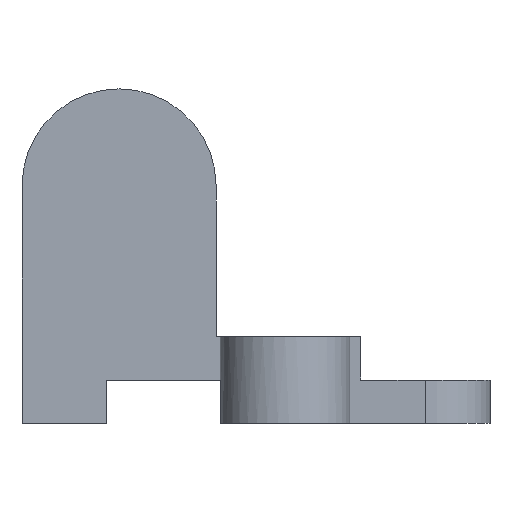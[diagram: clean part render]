
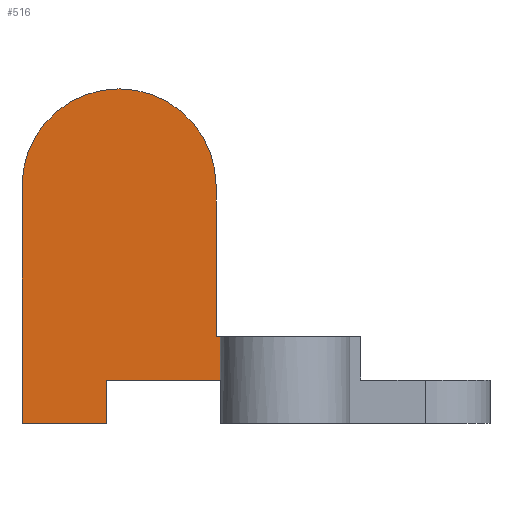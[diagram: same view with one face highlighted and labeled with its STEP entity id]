
A CAD part, left-side view. The second image highlights one B-rep face of the part: STEP entity #516.
In plain terms, the highlighted planar face has unit normal (-1, 0, 0).
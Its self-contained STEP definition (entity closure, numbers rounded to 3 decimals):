
#32 = PLANE('',#33);
#33 = AXIS2_PLACEMENT_3D('',#34,#35,#36);
#34 = CARTESIAN_POINT('',(-7.8,29.2,0.));
#35 = DIRECTION('',(0.,-1.,0.));
#36 = DIRECTION('',(-1.,0.,0.));
#57 = VERTEX_POINT('',#58);
#58 = CARTESIAN_POINT('',(-13.8,29.2,11.));
#72 = CYLINDRICAL_SURFACE('',#73,4.5);
#73 = AXIS2_PLACEMENT_3D('',#74,#75,#76);
#74 = CARTESIAN_POINT('',(-13.8,24.7,11.));
#75 = DIRECTION('',(-1.,-0.,0.));
#76 = DIRECTION('',(0.,1.,0.));
#84 = EDGE_CURVE('',#85,#57,#87,.T.);
#85 = VERTEX_POINT('',#86);
#86 = CARTESIAN_POINT('',(-13.8,29.2,0.));
#87 = SURFACE_CURVE('',#88,(#92,#99),.PCURVE_S1.);
#88 = LINE('',#89,#90);
#89 = CARTESIAN_POINT('',(-13.8,29.2,0.));
#90 = VECTOR('',#91,1.);
#91 = DIRECTION('',(0.,0.,1.));
#92 = PCURVE('',#32,#93);
#93 = DEFINITIONAL_REPRESENTATION('',(#94),#98);
#94 = LINE('',#95,#96);
#95 = CARTESIAN_POINT('',(6.,0.));
#96 = VECTOR('',#97,1.);
#97 = DIRECTION('',(0.,-1.));
#98 = ( GEOMETRIC_REPRESENTATION_CONTEXT(2) 
PARAMETRIC_REPRESENTATION_CONTEXT() REPRESENTATION_CONTEXT('2D SPACE',''
  ) );
#99 = PCURVE('',#100,#105);
#100 = PLANE('',#101);
#101 = AXIS2_PLACEMENT_3D('',#102,#103,#104);
#102 = CARTESIAN_POINT('',(-13.8,29.2,0.));
#103 = DIRECTION('',(1.,0.,-0.));
#104 = DIRECTION('',(0.,-1.,0.));
#105 = DEFINITIONAL_REPRESENTATION('',(#106),#110);
#106 = LINE('',#107,#108);
#107 = CARTESIAN_POINT('',(0.,0.));
#108 = VECTOR('',#109,1.);
#109 = DIRECTION('',(0.,-1.));
#110 = ( GEOMETRIC_REPRESENTATION_CONTEXT(2) 
PARAMETRIC_REPRESENTATION_CONTEXT() REPRESENTATION_CONTEXT('2D SPACE',''
  ) );
#126 = PLANE('',#127);
#127 = AXIS2_PLACEMENT_3D('',#128,#129,#130);
#128 = CARTESIAN_POINT('',(-11.269,18.901,0.));
#129 = DIRECTION('',(0.,0.,1.));
#130 = DIRECTION('',(1.,0.,-0.));
#208 = PLANE('',#209);
#209 = AXIS2_PLACEMENT_3D('',#210,#211,#212);
#210 = CARTESIAN_POINT('',(-4.95,25.26,0.));
#211 = DIRECTION('',(0.,-1.,0.));
#212 = DIRECTION('',(-1.,0.,0.));
#234 = PLANE('',#235);
#235 = AXIS2_PLACEMENT_3D('',#236,#237,#238);
#236 = CARTESIAN_POINT('',(-9.6,22.4,2.));
#237 = DIRECTION('',(0.,0.,1.));
#238 = DIRECTION('',(1.,0.,0.));
#399 = PLANE('',#400);
#400 = AXIS2_PLACEMENT_3D('',#401,#402,#403);
#401 = CARTESIAN_POINT('',(-11.269,18.901,4.));
#402 = DIRECTION('',(0.,0.,1.));
#403 = DIRECTION('',(1.,0.,-0.));
#425 = PLANE('',#426);
#426 = AXIS2_PLACEMENT_3D('',#427,#428,#429);
#427 = CARTESIAN_POINT('',(-13.8,20.2,11.));
#428 = DIRECTION('',(0.,1.,0.));
#429 = DIRECTION('',(0.,0.,-1.));
#472 = VERTEX_POINT('',#473);
#473 = CARTESIAN_POINT('',(-13.8,20.2,11.));
#494 = EDGE_CURVE('',#57,#472,#495,.T.);
#495 = SURFACE_CURVE('',#496,(#501,#507),.PCURVE_S1.);
#496 = CIRCLE('',#497,4.5);
#497 = AXIS2_PLACEMENT_3D('',#498,#499,#500);
#498 = CARTESIAN_POINT('',(-13.8,24.7,11.));
#499 = DIRECTION('',(1.,0.,0.));
#500 = DIRECTION('',(0.,1.,0.));
#501 = PCURVE('',#72,#502);
#502 = DEFINITIONAL_REPRESENTATION('',(#503),#506);
#503 = B_SPLINE_CURVE_WITH_KNOTS('',1,(#504,#505),.UNSPECIFIED.,.F.,.F.,
  (2,2),(0.,3.142),.PIECEWISE_BEZIER_KNOTS.);
#504 = CARTESIAN_POINT('',(0.,0.));
#505 = CARTESIAN_POINT('',(-3.142,0.));
#506 = ( GEOMETRIC_REPRESENTATION_CONTEXT(2) 
PARAMETRIC_REPRESENTATION_CONTEXT() REPRESENTATION_CONTEXT('2D SPACE',''
  ) );
#507 = PCURVE('',#100,#508);
#508 = DEFINITIONAL_REPRESENTATION('',(#509),#513);
#509 = CIRCLE('',#510,4.5);
#510 = AXIS2_PLACEMENT_2D('',#511,#512);
#511 = CARTESIAN_POINT('',(4.5,-11.));
#512 = DIRECTION('',(-1.,-0.));
#513 = ( GEOMETRIC_REPRESENTATION_CONTEXT(2) 
PARAMETRIC_REPRESENTATION_CONTEXT() REPRESENTATION_CONTEXT('2D SPACE',''
  ) );
#516 = ADVANCED_FACE('',(#517),#100,.F.);
#517 = FACE_BOUND('',#518,.F.);
#518 = EDGE_LOOP('',(#519,#520,#543,#566,#594,#615,#636,#657));
#519 = ORIENTED_EDGE('',*,*,#494,.T.);
#520 = ORIENTED_EDGE('',*,*,#521,.T.);
#521 = EDGE_CURVE('',#472,#522,#524,.T.);
#522 = VERTEX_POINT('',#523);
#523 = CARTESIAN_POINT('',(-13.8,20.2,4.));
#524 = SURFACE_CURVE('',#525,(#529,#536),.PCURVE_S1.);
#525 = LINE('',#526,#527);
#526 = CARTESIAN_POINT('',(-13.8,20.2,11.));
#527 = VECTOR('',#528,1.);
#528 = DIRECTION('',(0.,0.,-1.));
#529 = PCURVE('',#100,#530);
#530 = DEFINITIONAL_REPRESENTATION('',(#531),#535);
#531 = LINE('',#532,#533);
#532 = CARTESIAN_POINT('',(9.,-11.));
#533 = VECTOR('',#534,1.);
#534 = DIRECTION('',(0.,1.));
#535 = ( GEOMETRIC_REPRESENTATION_CONTEXT(2) 
PARAMETRIC_REPRESENTATION_CONTEXT() REPRESENTATION_CONTEXT('2D SPACE',''
  ) );
#536 = PCURVE('',#425,#537);
#537 = DEFINITIONAL_REPRESENTATION('',(#538),#542);
#538 = LINE('',#539,#540);
#539 = CARTESIAN_POINT('',(0.,0.));
#540 = VECTOR('',#541,1.);
#541 = DIRECTION('',(1.,0.));
#542 = ( GEOMETRIC_REPRESENTATION_CONTEXT(2) 
PARAMETRIC_REPRESENTATION_CONTEXT() REPRESENTATION_CONTEXT('2D SPACE',''
  ) );
#543 = ORIENTED_EDGE('',*,*,#544,.T.);
#544 = EDGE_CURVE('',#522,#545,#547,.T.);
#545 = VERTEX_POINT('',#546);
#546 = CARTESIAN_POINT('',(-13.8,20.,4.));
#547 = SURFACE_CURVE('',#548,(#552,#559),.PCURVE_S1.);
#548 = LINE('',#549,#550);
#549 = CARTESIAN_POINT('',(-13.8,29.2,4.));
#550 = VECTOR('',#551,1.);
#551 = DIRECTION('',(0.,-1.,0.));
#552 = PCURVE('',#100,#553);
#553 = DEFINITIONAL_REPRESENTATION('',(#554),#558);
#554 = LINE('',#555,#556);
#555 = CARTESIAN_POINT('',(0.,-4.));
#556 = VECTOR('',#557,1.);
#557 = DIRECTION('',(1.,0.));
#558 = ( GEOMETRIC_REPRESENTATION_CONTEXT(2) 
PARAMETRIC_REPRESENTATION_CONTEXT() REPRESENTATION_CONTEXT('2D SPACE',''
  ) );
#559 = PCURVE('',#399,#560);
#560 = DEFINITIONAL_REPRESENTATION('',(#561),#565);
#561 = LINE('',#562,#563);
#562 = CARTESIAN_POINT('',(-2.531,10.299));
#563 = VECTOR('',#564,1.);
#564 = DIRECTION('',(0.,-1.));
#565 = ( GEOMETRIC_REPRESENTATION_CONTEXT(2) 
PARAMETRIC_REPRESENTATION_CONTEXT() REPRESENTATION_CONTEXT('2D SPACE',''
  ) );
#566 = ORIENTED_EDGE('',*,*,#567,.F.);
#567 = EDGE_CURVE('',#568,#545,#570,.T.);
#568 = VERTEX_POINT('',#569);
#569 = CARTESIAN_POINT('',(-13.8,20.,2.));
#570 = SURFACE_CURVE('',#571,(#575,#582),.PCURVE_S1.);
#571 = LINE('',#572,#573);
#572 = CARTESIAN_POINT('',(-13.8,20.,0.));
#573 = VECTOR('',#574,1.);
#574 = DIRECTION('',(0.,0.,1.));
#575 = PCURVE('',#100,#576);
#576 = DEFINITIONAL_REPRESENTATION('',(#577),#581);
#577 = LINE('',#578,#579);
#578 = CARTESIAN_POINT('',(9.2,0.));
#579 = VECTOR('',#580,1.);
#580 = DIRECTION('',(0.,-1.));
#581 = ( GEOMETRIC_REPRESENTATION_CONTEXT(2) 
PARAMETRIC_REPRESENTATION_CONTEXT() REPRESENTATION_CONTEXT('2D SPACE',''
  ) );
#582 = PCURVE('',#583,#588);
#583 = PLANE('',#584);
#584 = AXIS2_PLACEMENT_3D('',#585,#586,#587);
#585 = CARTESIAN_POINT('',(-13.8,20.,0.));
#586 = DIRECTION('',(0.,-1.,0.));
#587 = DIRECTION('',(-1.,0.,0.));
#588 = DEFINITIONAL_REPRESENTATION('',(#589),#593);
#589 = LINE('',#590,#591);
#590 = CARTESIAN_POINT('',(0.,-0.));
#591 = VECTOR('',#592,1.);
#592 = DIRECTION('',(0.,-1.));
#593 = ( GEOMETRIC_REPRESENTATION_CONTEXT(2) 
PARAMETRIC_REPRESENTATION_CONTEXT() REPRESENTATION_CONTEXT('2D SPACE',''
  ) );
#594 = ORIENTED_EDGE('',*,*,#595,.F.);
#595 = EDGE_CURVE('',#596,#568,#598,.T.);
#596 = VERTEX_POINT('',#597);
#597 = CARTESIAN_POINT('',(-13.8,25.26,2.));
#598 = SURFACE_CURVE('',#599,(#603,#609),.PCURVE_S1.);
#599 = LINE('',#600,#601);
#600 = CARTESIAN_POINT('',(-13.8,25.8,2.));
#601 = VECTOR('',#602,1.);
#602 = DIRECTION('',(0.,-1.,0.));
#603 = PCURVE('',#100,#604);
#604 = DEFINITIONAL_REPRESENTATION('',(#605),#608);
#605 = B_SPLINE_CURVE_WITH_KNOTS('',1,(#606,#607),.UNSPECIFIED.,.F.,.F.,
  (2,2),(0.54,5.8),.PIECEWISE_BEZIER_KNOTS.);
#606 = CARTESIAN_POINT('',(3.94,-2.));
#607 = CARTESIAN_POINT('',(9.2,-2.));
#608 = ( GEOMETRIC_REPRESENTATION_CONTEXT(2) 
PARAMETRIC_REPRESENTATION_CONTEXT() REPRESENTATION_CONTEXT('2D SPACE',''
  ) );
#609 = PCURVE('',#234,#610);
#610 = DEFINITIONAL_REPRESENTATION('',(#611),#614);
#611 = B_SPLINE_CURVE_WITH_KNOTS('',1,(#612,#613),.UNSPECIFIED.,.F.,.F.,
  (2,2),(0.54,5.8),.PIECEWISE_BEZIER_KNOTS.);
#612 = CARTESIAN_POINT('',(-4.2,2.86));
#613 = CARTESIAN_POINT('',(-4.2,-2.4));
#614 = ( GEOMETRIC_REPRESENTATION_CONTEXT(2) 
PARAMETRIC_REPRESENTATION_CONTEXT() REPRESENTATION_CONTEXT('2D SPACE',''
  ) );
#615 = ORIENTED_EDGE('',*,*,#616,.T.);
#616 = EDGE_CURVE('',#596,#617,#619,.T.);
#617 = VERTEX_POINT('',#618);
#618 = CARTESIAN_POINT('',(-13.8,25.26,0.));
#619 = SURFACE_CURVE('',#620,(#624,#630),.PCURVE_S1.);
#620 = LINE('',#621,#622);
#621 = CARTESIAN_POINT('',(-13.8,25.26,0.));
#622 = VECTOR('',#623,1.);
#623 = DIRECTION('',(0.,-0.,-1.));
#624 = PCURVE('',#100,#625);
#625 = DEFINITIONAL_REPRESENTATION('',(#626),#629);
#626 = B_SPLINE_CURVE_WITH_KNOTS('',1,(#627,#628),.UNSPECIFIED.,.F.,.F.,
  (2,2),(-2.,0.),.PIECEWISE_BEZIER_KNOTS.);
#627 = CARTESIAN_POINT('',(3.94,-2.));
#628 = CARTESIAN_POINT('',(3.94,0.));
#629 = ( GEOMETRIC_REPRESENTATION_CONTEXT(2) 
PARAMETRIC_REPRESENTATION_CONTEXT() REPRESENTATION_CONTEXT('2D SPACE',''
  ) );
#630 = PCURVE('',#208,#631);
#631 = DEFINITIONAL_REPRESENTATION('',(#632),#635);
#632 = B_SPLINE_CURVE_WITH_KNOTS('',1,(#633,#634),.UNSPECIFIED.,.F.,.F.,
  (2,2),(-2.,0.),.PIECEWISE_BEZIER_KNOTS.);
#633 = CARTESIAN_POINT('',(8.85,-2.));
#634 = CARTESIAN_POINT('',(8.85,0.));
#635 = ( GEOMETRIC_REPRESENTATION_CONTEXT(2) 
PARAMETRIC_REPRESENTATION_CONTEXT() REPRESENTATION_CONTEXT('2D SPACE',''
  ) );
#636 = ORIENTED_EDGE('',*,*,#637,.F.);
#637 = EDGE_CURVE('',#85,#617,#638,.T.);
#638 = SURFACE_CURVE('',#639,(#643,#650),.PCURVE_S1.);
#639 = LINE('',#640,#641);
#640 = CARTESIAN_POINT('',(-13.8,29.2,0.));
#641 = VECTOR('',#642,1.);
#642 = DIRECTION('',(0.,-1.,0.));
#643 = PCURVE('',#100,#644);
#644 = DEFINITIONAL_REPRESENTATION('',(#645),#649);
#645 = LINE('',#646,#647);
#646 = CARTESIAN_POINT('',(0.,0.));
#647 = VECTOR('',#648,1.);
#648 = DIRECTION('',(1.,0.));
#649 = ( GEOMETRIC_REPRESENTATION_CONTEXT(2) 
PARAMETRIC_REPRESENTATION_CONTEXT() REPRESENTATION_CONTEXT('2D SPACE',''
  ) );
#650 = PCURVE('',#126,#651);
#651 = DEFINITIONAL_REPRESENTATION('',(#652),#656);
#652 = LINE('',#653,#654);
#653 = CARTESIAN_POINT('',(-2.531,10.299));
#654 = VECTOR('',#655,1.);
#655 = DIRECTION('',(0.,-1.));
#656 = ( GEOMETRIC_REPRESENTATION_CONTEXT(2) 
PARAMETRIC_REPRESENTATION_CONTEXT() REPRESENTATION_CONTEXT('2D SPACE',''
  ) );
#657 = ORIENTED_EDGE('',*,*,#84,.T.);
